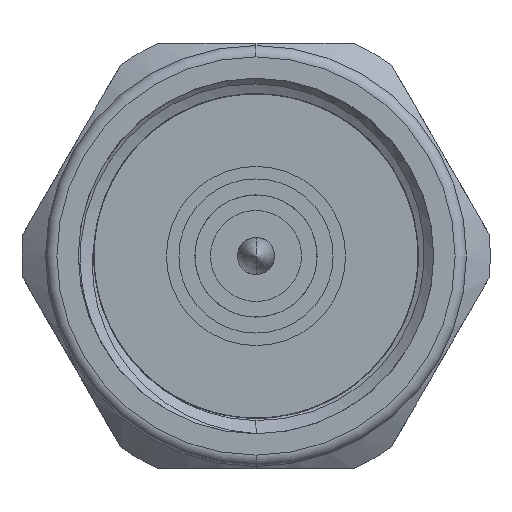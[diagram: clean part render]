
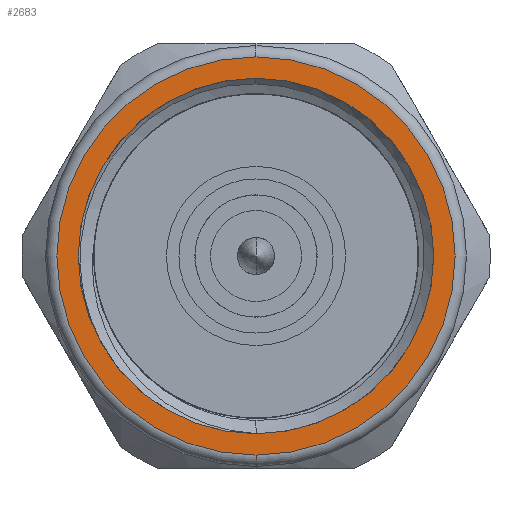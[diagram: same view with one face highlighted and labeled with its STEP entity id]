
A CAD part, left-side view. The second image highlights one B-rep face of the part: STEP entity #2683.
In plain terms, the highlighted planar face has unit normal (-1, 0, 0).
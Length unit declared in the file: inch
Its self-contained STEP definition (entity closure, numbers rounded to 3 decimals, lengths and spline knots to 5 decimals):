
#232 = EDGE_CURVE ( 'NONE', #7562, #13733, #15882, .T. ) ;
#997 = CARTESIAN_POINT ( 'NONE',  ( 0., 0., 0. ) ) ;
#1127 = PLANE ( 'NONE',  #5596 ) ;
#1379 = CARTESIAN_POINT ( 'NONE',  ( 0., 0., -0.3125 ) ) ;
#2384 = AXIS2_PLACEMENT_3D ( 'NONE', #13475, #10788, #12220 ) ;
#2683 = ADVANCED_FACE ( 'NONE', ( #11424, #8902 ), #1127, .F. ) ;
#4912 = AXIS2_PLACEMENT_3D ( 'NONE', #10091, #13186, #14459 ) ;
#5320 = CIRCLE ( 'NONE', #2384, 0.35 ) ;
#5596 = AXIS2_PLACEMENT_3D ( 'NONE', #8826, #15140, #11264 ) ;
#5953 = EDGE_CURVE ( 'NONE', #7205, #11544, #5320, .T. ) ;
#6736 = ORIENTED_EDGE ( 'NONE', *, *, #10592, .T. ) ;
#7205 = VERTEX_POINT ( 'NONE', #7512 ) ;
#7354 = DIRECTION ( 'NONE',  ( -1., 0., 0. ) ) ;
#7475 = EDGE_LOOP ( 'NONE', ( #16341, #6736 ) ) ;
#7512 = CARTESIAN_POINT ( 'NONE',  ( 0., 0., -0.35 ) ) ;
#7562 = VERTEX_POINT ( 'NONE', #8256 ) ;
#7610 = DIRECTION ( 'NONE',  ( -1., 0., 0. ) ) ;
#8246 = CARTESIAN_POINT ( 'NONE',  ( 0., 0., 0.35 ) ) ;
#8256 = CARTESIAN_POINT ( 'NONE',  ( 0., 0., 0.3125 ) ) ;
#8571 = AXIS2_PLACEMENT_3D ( 'NONE', #12251, #7610, #14184 ) ;
#8574 = EDGE_CURVE ( 'NONE', #13733, #7562, #14850, .T. ) ;
#8826 = CARTESIAN_POINT ( 'NONE',  ( 0., 0., 0. ) ) ;
#8902 = FACE_OUTER_BOUND ( 'NONE', #7475, .T. ) ;
#9129 = ORIENTED_EDGE ( 'NONE', *, *, #8574, .F. ) ;
#10091 = CARTESIAN_POINT ( 'NONE',  ( 0., 0., 0. ) ) ;
#10444 = CIRCLE ( 'NONE', #8571, 0.35 ) ;
#10592 = EDGE_CURVE ( 'NONE', #11544, #7205, #10444, .T. ) ;
#10788 = DIRECTION ( 'NONE',  ( -1., 0., 0. ) ) ;
#11264 = DIRECTION ( 'NONE',  ( 0., 0., -1. ) ) ;
#11424 = FACE_BOUND ( 'NONE', #15101, .T. ) ;
#11544 = VERTEX_POINT ( 'NONE', #8246 ) ;
#11566 = AXIS2_PLACEMENT_3D ( 'NONE', #997, #7354, #15181 ) ;
#12220 = DIRECTION ( 'NONE',  ( 0., 0., -1. ) ) ;
#12251 = CARTESIAN_POINT ( 'NONE',  ( 0., 0., 0. ) ) ;
#13186 = DIRECTION ( 'NONE',  ( -1., 0., 0. ) ) ;
#13450 = ORIENTED_EDGE ( 'NONE', *, *, #232, .F. ) ;
#13475 = CARTESIAN_POINT ( 'NONE',  ( 0., 0., 0. ) ) ;
#13733 = VERTEX_POINT ( 'NONE', #1379 ) ;
#14184 = DIRECTION ( 'NONE',  ( 0., 0., -1. ) ) ;
#14459 = DIRECTION ( 'NONE',  ( 0., 0., 1. ) ) ;
#14850 = CIRCLE ( 'NONE', #4912, 0.3125 ) ;
#15101 = EDGE_LOOP ( 'NONE', ( #13450, #9129 ) ) ;
#15140 = DIRECTION ( 'NONE',  ( 1., 0., 0. ) ) ;
#15181 = DIRECTION ( 'NONE',  ( 0., 0., 1. ) ) ;
#15882 = CIRCLE ( 'NONE', #11566, 0.3125 ) ;
#16341 = ORIENTED_EDGE ( 'NONE', *, *, #5953, .T. ) ;
